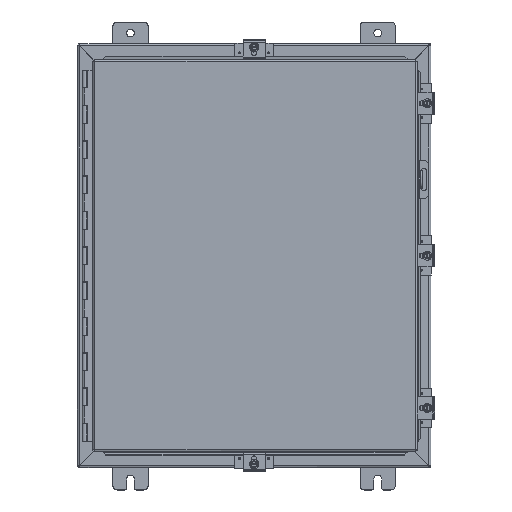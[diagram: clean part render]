
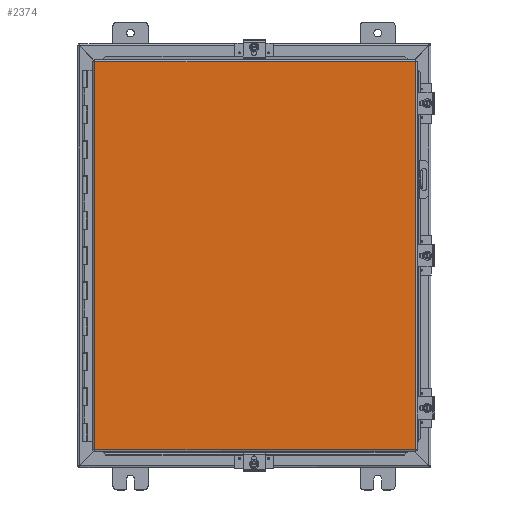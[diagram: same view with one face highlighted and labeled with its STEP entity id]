
A CAD part, top view. The second image highlights one B-rep face of the part: STEP entity #2374.
In plain terms, the highlighted face is planar.
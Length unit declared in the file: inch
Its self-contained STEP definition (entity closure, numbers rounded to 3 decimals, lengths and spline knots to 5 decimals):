
#1986 = VECTOR ( 'NONE', #22406, 39.37008 ) ;
#2374 = ADVANCED_FACE ( 'NONE', ( #5866 ), #32835, .F. ) ;
#2734 = ORIENTED_EDGE ( 'NONE', *, *, #29754, .T. ) ;
#2990 = LINE ( 'NONE', #19322, #1986 ) ;
#3042 = EDGE_CURVE ( 'NONE', #8344, #8809, #5760, .T. ) ;
#5760 = LINE ( 'NONE', #15349, #22615 ) ;
#5866 = FACE_OUTER_BOUND ( 'NONE', #22877, .T. ) ;
#7402 = VERTEX_POINT ( 'NONE', #28516 ) ;
#8261 = CARTESIAN_POINT ( 'NONE',  ( -9.08225, -10.9885, 0. ) ) ;
#8344 = VERTEX_POINT ( 'NONE', #8261 ) ;
#8511 = CARTESIAN_POINT ( 'NONE',  ( -4.59375, 10.9885, 0. ) ) ;
#8809 = VERTEX_POINT ( 'NONE', #38183 ) ;
#12305 = EDGE_CURVE ( 'NONE', #8809, #7402, #14066, .T. ) ;
#13227 = DIRECTION ( 'NONE',  ( 1., 0., 0. ) ) ;
#14066 = LINE ( 'NONE', #8511, #22389 ) ;
#15343 = DIRECTION ( 'NONE',  ( 0., 1., 0. ) ) ;
#15349 = CARTESIAN_POINT ( 'NONE',  ( -9.08225, -5.49425, 0. ) ) ;
#16900 = DIRECTION ( 'NONE',  ( -1., 0., 0. ) ) ;
#19322 = CARTESIAN_POINT ( 'NONE',  ( 9.08225, 5.49425, 0. ) ) ;
#21297 = ORIENTED_EDGE ( 'NONE', *, *, #3042, .T. ) ;
#22389 = VECTOR ( 'NONE', #13227, 39.37008 ) ;
#22406 = DIRECTION ( 'NONE',  ( 0., -1., 0. ) ) ;
#22478 = EDGE_CURVE ( 'NONE', #29745, #8344, #36574, .T. ) ;
#22615 = VECTOR ( 'NONE', #15343, 39.37008 ) ;
#22877 = EDGE_LOOP ( 'NONE', ( #21297, #26335, #2734, #24671 ) ) ;
#24671 = ORIENTED_EDGE ( 'NONE', *, *, #22478, .T. ) ;
#26335 = ORIENTED_EDGE ( 'NONE', *, *, #12305, .T. ) ;
#28434 = VECTOR ( 'NONE', #16900, 39.37008 ) ;
#28516 = CARTESIAN_POINT ( 'NONE',  ( 9.08225, 10.9885, 0. ) ) ;
#28981 = AXIS2_PLACEMENT_3D ( 'NONE', #32369, #32286, #32246 ) ;
#29745 = VERTEX_POINT ( 'NONE', #37470 ) ;
#29754 = EDGE_CURVE ( 'NONE', #7402, #29745, #2990, .T. ) ;
#32246 = DIRECTION ( 'NONE',  ( 1., 0., 0. ) ) ;
#32286 = DIRECTION ( 'NONE',  ( 0., 0., 1. ) ) ;
#32369 = CARTESIAN_POINT ( 'NONE',  ( 0., 0., 0. ) ) ;
#32835 = PLANE ( 'NONE',  #28981 ) ;
#35223 = CARTESIAN_POINT ( 'NONE',  ( 4.54113, -10.9885, 0. ) ) ;
#36574 = LINE ( 'NONE', #35223, #28434 ) ;
#37470 = CARTESIAN_POINT ( 'NONE',  ( 9.08225, -10.9885, 0. ) ) ;
#38183 = CARTESIAN_POINT ( 'NONE',  ( -9.08225, 10.9885, 0. ) ) ;
